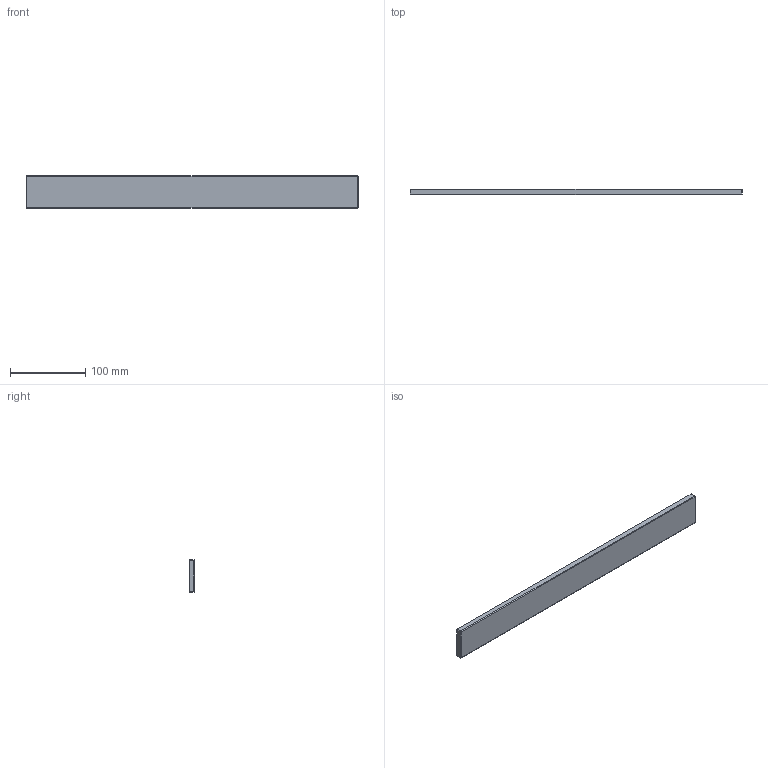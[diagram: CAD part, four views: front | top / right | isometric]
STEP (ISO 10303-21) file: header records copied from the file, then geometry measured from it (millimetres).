
FILE_DESCRIPTION(('FreeCAD Model'),'2;1');
FILE_NAME('Open CASCADE Shape Model','2026-02-17T17:57:36',(''),(''), 'Open CASCADE STEP processor 7.6','FreeCAD','Unknown');
FILE_SCHEMA(('AUTOMOTIVE_DESIGN { 1 0 10303 214 1 1 1 1 }'));
Length unit declared in the file: millimetre
Products named in the file (1): Front Panel
Bounding box: 440 x 7.5 x 43.66 mm (x, y, z)
Volume: 37254.1 mm3; surface area: 50978.1 mm2
Topology: 1 solids, 1 shells, 23 faces, 52 edges, 28 vertices
Faces by surface type: plane 11, cylinder 8, sphere 4
Entity records: 1240 total; most frequent: CARTESIAN_POINT 224, DIRECTION 190, LINE 108, VECTOR 108, ORIENTED_EDGE 96, PCURVE 96, DEFINITIONAL_REPRESENTATION 96, EDGE_CURVE 48
